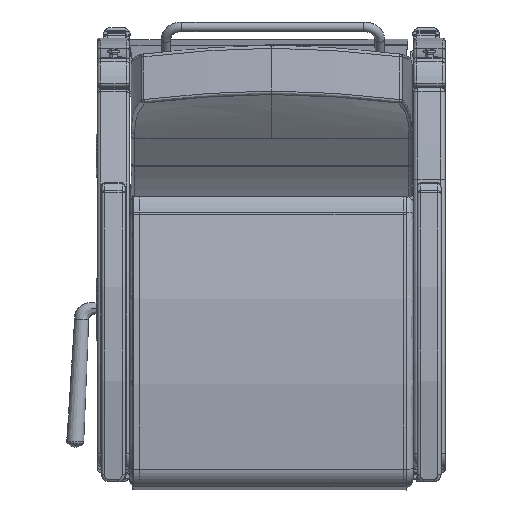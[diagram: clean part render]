
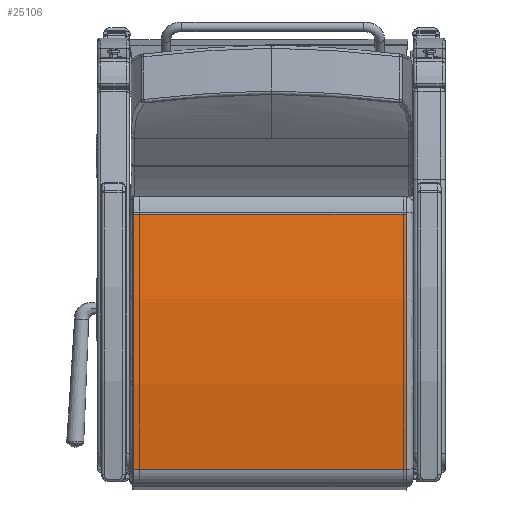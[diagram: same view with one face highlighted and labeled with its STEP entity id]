
A CAD part, front view. The second image highlights one B-rep face of the part: STEP entity #25106.
In plain terms, the highlighted free-form (B-spline) face has degree [3, 1] with [18, 2] control points.
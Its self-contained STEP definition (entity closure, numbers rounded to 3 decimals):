
#1814=ELLIPSE('',#28336,60.179,60.125);
#1819=ELLIPSE('',#28358,60.179,60.125);
#4199=LINE('',#69371,#5836);
#4201=LINE('',#69412,#5838);
#5836=VECTOR('',#35707,0.394);
#5838=VECTOR('',#35711,0.394);
#7293=FACE_OUTER_BOUND('',#8910,.T.);
#8910=EDGE_LOOP('',(#23446,#23447,#23448,#23449));
#13145=VERTEX_POINT('',#69131);
#13146=VERTEX_POINT('',#69132);
#13161=VERTEX_POINT('',#69370);
#13163=VERTEX_POINT('',#69411);
#16752=EDGE_CURVE('',#13145,#13146,#1814,.T.);
#16774=EDGE_CURVE('',#13161,#13146,#4199,.T.);
#16777=EDGE_CURVE('',#13163,#13145,#4201,.T.);
#16778=EDGE_CURVE('',#13161,#13163,#1819,.T.);
#23446=ORIENTED_EDGE('',*,*,#16752,.F.);
#23447=ORIENTED_EDGE('',*,*,#16777,.F.);
#23448=ORIENTED_EDGE('',*,*,#16778,.F.);
#23449=ORIENTED_EDGE('',*,*,#16774,.T.);
#23687=B_SPLINE_SURFACE_WITH_KNOTS('',3,1,((#69375,#69376),(#69377,#69378),
(#69379,#69380),(#69381,#69382),(#69383,#69384),(#69385,#69386),(#69387,
#69388),(#69389,#69390),(#69391,#69392),(#69393,#69394),(#69395,#69396),
(#69397,#69398),(#69399,#69400),(#69401,#69402),(#69403,#69404),(#69405,
#69406),(#69407,#69408),(#69409,#69410)),.UNSPECIFIED.,.F.,.F.,.F.,(4,1,
1,1,1,1,1,1,1,1,1,1,1,1,1,4),(2,2),(1.362,1.39,1.418,
1.431,1.459,1.473,1.501,1.515,
1.543,1.557,1.585,1.599,1.626,
1.64,1.668,1.696),(0.,54.61),
 .UNSPECIFIED.);
#25106=ADVANCED_FACE('',(#7293),#23687,.T.);
#28336=AXIS2_PLACEMENT_3D('',#69133,#35661,#35662);
#28358=AXIS2_PLACEMENT_3D('',#69413,#35712,#35713);
#35661=DIRECTION('center_axis',(0.,0.,
-1.));
#35662=DIRECTION('ref_axis',(1.,0.,0.));
#35707=DIRECTION('',(0.,0.,-1.));
#35711=DIRECTION('',(0.,0.,-1.));
#35712=DIRECTION('center_axis',(0.,0.,
1.));
#35713=DIRECTION('ref_axis',(1.,0.,0.));
#69131=CARTESIAN_POINT('',(3.623,-1.808,0.562));
#69132=CARTESIAN_POINT('',(23.633,-2.645,0.562));
#69133=CARTESIAN_POINT('Origin',(11.145,-61.462,0.562));
#69370=CARTESIAN_POINT('',(23.633,-2.645,21.938));
#69371=CARTESIAN_POINT('',(23.633,-2.645,22.));
#69375=CARTESIAN_POINT('Ctrl Pts',(3.623,-1.808,22.));
#69376=CARTESIAN_POINT('Ctrl Pts',(3.623,-1.808,0.5));
#69377=CARTESIAN_POINT('Ctrl Pts',(4.178,-1.738,22.));
#69378=CARTESIAN_POINT('Ctrl Pts',(4.178,-1.738,0.5));
#69379=CARTESIAN_POINT('Ctrl Pts',(5.289,-1.614,22.));
#69380=CARTESIAN_POINT('Ctrl Pts',(5.289,-1.614,0.5));
#69381=CARTESIAN_POINT('Ctrl Pts',(6.681,-1.498,22.));
#69382=CARTESIAN_POINT('Ctrl Pts',(6.681,-1.498,0.5));
#69383=CARTESIAN_POINT('Ctrl Pts',(8.076,-1.41,22.));
#69384=CARTESIAN_POINT('Ctrl Pts',(8.076,-1.41,0.5));
#69385=CARTESIAN_POINT('Ctrl Pts',(9.193,-1.364,22.));
#69386=CARTESIAN_POINT('Ctrl Pts',(9.193,-1.364,0.5));
#69387=CARTESIAN_POINT('Ctrl Pts',(10.59,-1.335,22.));
#69388=CARTESIAN_POINT('Ctrl Pts',(10.59,-1.335,0.5));
#69389=CARTESIAN_POINT('Ctrl Pts',(11.708,-1.335,22.));
#69390=CARTESIAN_POINT('Ctrl Pts',(11.708,-1.335,0.5));
#69391=CARTESIAN_POINT('Ctrl Pts',(13.105,-1.364,22.));
#69392=CARTESIAN_POINT('Ctrl Pts',(13.105,-1.364,0.5));
#69393=CARTESIAN_POINT('Ctrl Pts',(14.222,-1.411,22.));
#69394=CARTESIAN_POINT('Ctrl Pts',(14.222,-1.411,0.5));
#69395=CARTESIAN_POINT('Ctrl Pts',(15.616,-1.498,22.));
#69396=CARTESIAN_POINT('Ctrl Pts',(15.616,-1.498,0.5));
#69397=CARTESIAN_POINT('Ctrl Pts',(16.73,-1.591,22.));
#69398=CARTESIAN_POINT('Ctrl Pts',(16.73,-1.591,0.5));
#69399=CARTESIAN_POINT('Ctrl Pts',(18.12,-1.737,22.));
#69400=CARTESIAN_POINT('Ctrl Pts',(18.12,-1.737,0.5));
#69401=CARTESIAN_POINT('Ctrl Pts',(19.229,-1.877,22.));
#69402=CARTESIAN_POINT('Ctrl Pts',(19.229,-1.877,0.5));
#69403=CARTESIAN_POINT('Ctrl Pts',(20.611,-2.08,22.));
#69404=CARTESIAN_POINT('Ctrl Pts',(20.611,-2.08,0.5));
#69405=CARTESIAN_POINT('Ctrl Pts',(21.989,-2.313,22.));
#69406=CARTESIAN_POINT('Ctrl Pts',(21.989,-2.313,0.5));
#69407=CARTESIAN_POINT('Ctrl Pts',(23.086,-2.529,22.));
#69408=CARTESIAN_POINT('Ctrl Pts',(23.086,-2.529,0.5));
#69409=CARTESIAN_POINT('Ctrl Pts',(23.633,-2.645,22.));
#69410=CARTESIAN_POINT('Ctrl Pts',(23.633,-2.645,0.5));
#69411=CARTESIAN_POINT('',(3.623,-1.808,21.938));
#69412=CARTESIAN_POINT('',(3.623,-1.808,22.));
#69413=CARTESIAN_POINT('Origin',(11.145,-61.462,21.938));
